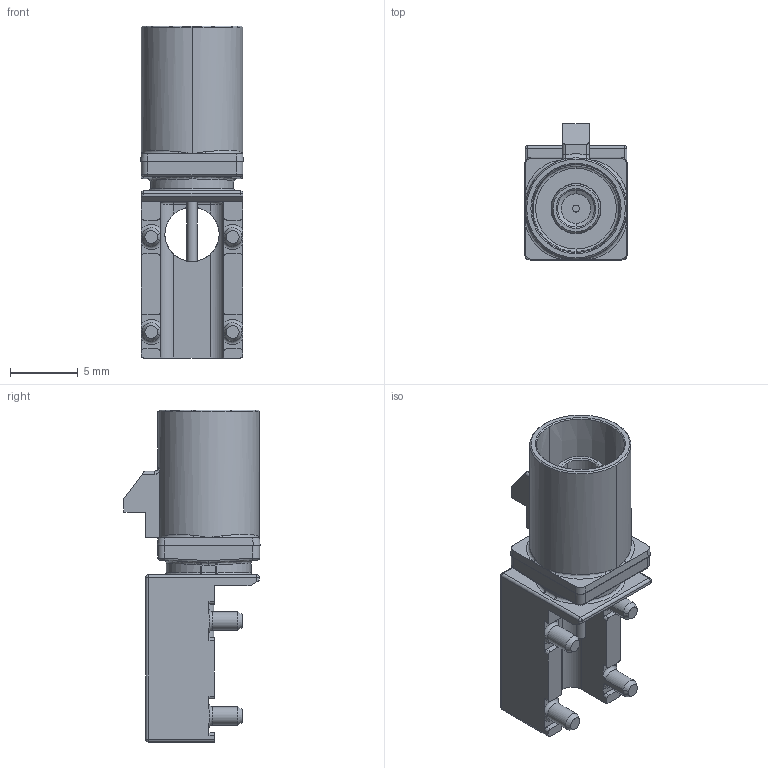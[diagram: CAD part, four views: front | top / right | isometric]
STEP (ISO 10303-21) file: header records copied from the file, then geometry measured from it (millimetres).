
FILE_DESCRIPTION((''),'2;1');
FILE_NAME('C-7-2287906-0','2016-11-11T',('workeradm'),('Tyco Electronics Ltd.'),'CREO PARAMETRIC BY PTC INC, 2016050','CREO PARAMETRIC BY PTC INC, 2016050','');
FILE_SCHEMA(('AUTOMOTIVE_DESIGN { 1 0 10303 214 1 1 1 1 }'));
Length unit declared in the file: millimetre
Products named in the file (1): C-7-2287906-0
Bounding box: 7.58 x 10.04 x 24.47 mm (x, y, z)
Volume: 641.6 mm3; surface area: 1130.1 mm2
Topology: 1 solids, 1 shells, 236 faces, 589 edges, 359 vertices
Faces by surface type: cylinder 82, plane 71, bspline 38, cone 20, torus 19, sphere 6
Entity records: 10484 total; most frequent: CARTESIAN_POINT 4923, ORIENTED_EDGE 1174, DIRECTION 1079, EDGE_CURVE 587, AXIS2_PLACEMENT_3D 408, VERTEX_POINT 359, VECTOR 263, LINE 263
